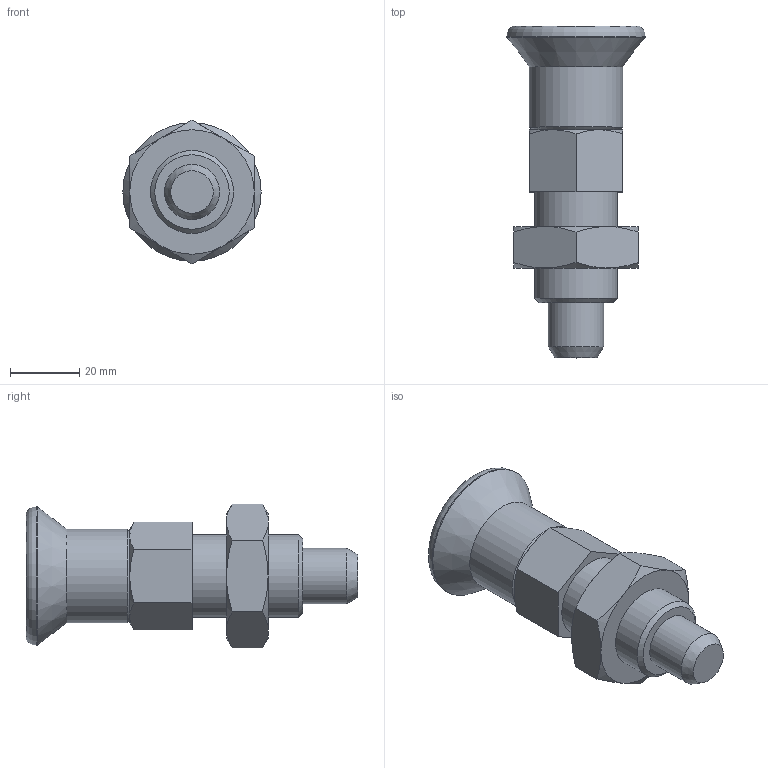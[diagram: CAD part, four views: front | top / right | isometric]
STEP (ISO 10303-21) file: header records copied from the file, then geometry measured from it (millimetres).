
FILE_DESCRIPTION( ( 'STEP AP214' ), '1' );
FILE_NAME( 'K0338.2516__B_ENTSPANNT_.stp', '2020-12-03T12:37:24', ( '' ), ( '' ), ' ', 'PARTsolutions', ' ' );
FILE_SCHEMA( ( 'AUTOMOTIVE_DESIGN { 1 0 10303 214 1 1 1 1 }' ) );
Length unit declared in the file: millimetre
Products named in the file (1): _K0338.2516_(B_ENTSPANNT)
Bounding box: 40 x 96 x 41.57 mm (x, y, z)
Volume: 56262.2 mm3; surface area: 11629.4 mm2
Topology: 1 solids, 1 shells, 48 faces, 101 edges, 60 vertices
Faces by surface type: cone 22, plane 19, cylinder 5, torus 1, sphere 1
Full cylindrical faces by diameter (mm): 16 x1, 24 x2, 27 x1, 40 x1
Entity records: 1756 total; most frequent: CARTESIAN_POINT 435, DIRECTION 182, ORIENTED_EDGE 174, EDGE_CURVE 87, AXIS2_PLACEMENT_3D 82, EDGE_LOOP 64, VERTEX_POINT 59, FACE_OUTER_BOUND 54
